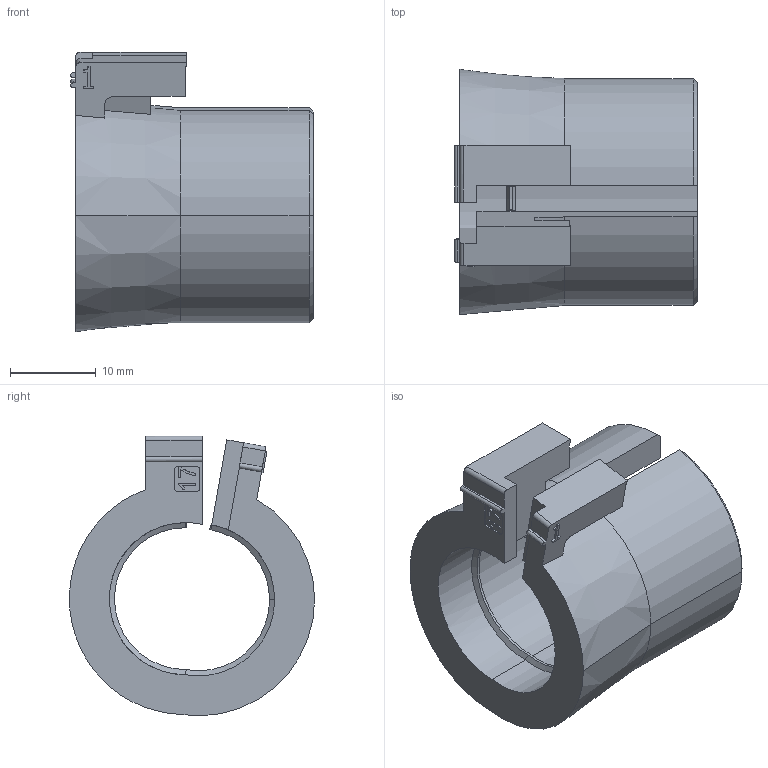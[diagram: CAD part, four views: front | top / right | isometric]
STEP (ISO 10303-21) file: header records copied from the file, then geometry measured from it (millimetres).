
FILE_DESCRIPTION (( 'STEP AP203' ), '1' );
FILE_NAME ('568365.step', '2019-11-21T17:33:51', ( '' ), ( '' ), 'SwSTEP 2.0', 'SolidWorks 2019', '' );
FILE_SCHEMA (( 'CONFIG_CONTROL_DESIGN' ));
Length unit declared in the file: inch
Products named in the file (1): 568365
Bounding box: 28.4 x 28.68 x 32.7 mm (x, y, z)
Volume: 7835.1 mm3; surface area: 5116.9 mm2
Topology: 1 solids, 1 shells, 116 faces, 309 edges, 199 vertices
Faces by surface type: plane 71, cylinder 28, cone 12, bspline 5
Entity records: 3971 total; most frequent: CARTESIAN_POINT 1112, ORIENTED_EDGE 618, DIRECTION 508, EDGE_CURVE 309, VECTOR 218, LINE 218, VERTEX_POINT 199, AXIS2_PLACEMENT_3D 145
